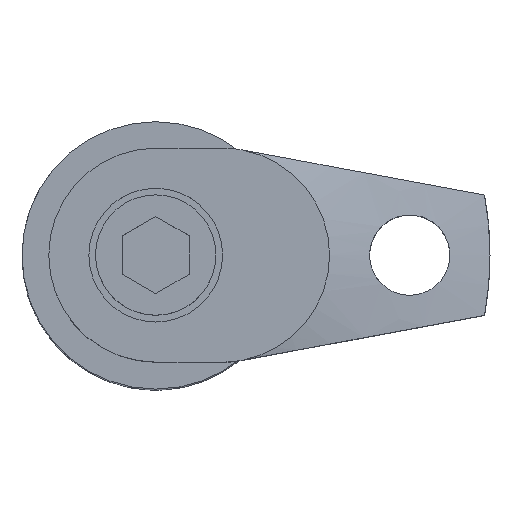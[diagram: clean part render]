
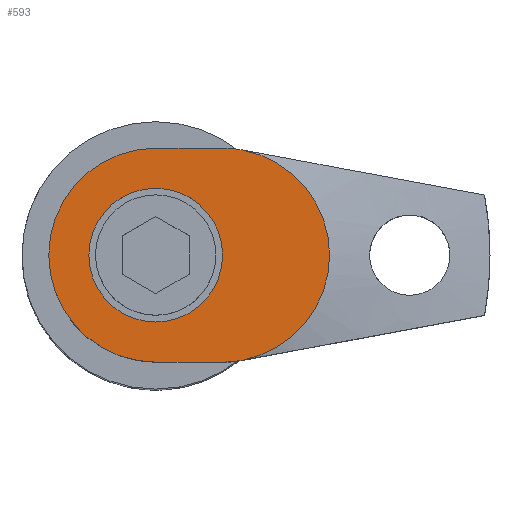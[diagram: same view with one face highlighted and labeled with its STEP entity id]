
A CAD part, top view. The second image highlights one B-rep face of the part: STEP entity #593.
In plain terms, the highlighted planar face has unit normal (0, 0, 1).
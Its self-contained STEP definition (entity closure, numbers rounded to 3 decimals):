
#4 = DIRECTION ( 'NONE',  ( -1., 0., 0. ) ) ;
#6 = DIRECTION ( 'NONE',  ( 1., 0., 0. ) ) ;
#29 = DIRECTION ( 'NONE',  ( 1., 0., 0. ) ) ;
#58 = CARTESIAN_POINT ( 'NONE',  ( 10., -16., 57. ) ) ;
#73 = DIRECTION ( 'NONE',  ( 1., 0., 0. ) ) ;
#85 = CARTESIAN_POINT ( 'NONE',  ( 0., -16., 57. ) ) ;
#102 = CIRCLE ( 'NONE', #1842, 10. ) ;
#167 = ORIENTED_EDGE ( 'NONE', *, *, #1661, .F. ) ;
#191 = VERTEX_POINT ( 'NONE', #1132 ) ;
#196 = PLANE ( 'NONE',  #957 ) ;
#198 = CARTESIAN_POINT ( 'NONE',  ( 10., 0., 57. ) ) ;
#282 = LINE ( 'NONE', #85, #511 ) ;
#338 = VERTEX_POINT ( 'NONE', #376 ) ;
#357 = DIRECTION ( 'NONE',  ( 0., 0., 1. ) ) ;
#376 = CARTESIAN_POINT ( 'NONE',  ( 12.92, -15.731, 57. ) ) ;
#389 = CIRCLE ( 'NONE', #874, 16. ) ;
#464 = AXIS2_PLACEMENT_3D ( 'NONE', #1042, #666, #1428 ) ;
#499 = DIRECTION ( 'NONE',  ( -1., 0., 0. ) ) ;
#510 = AXIS2_PLACEMENT_3D ( 'NONE', #1385, #1925, #803 ) ;
#511 = VECTOR ( 'NONE', #73, 1000. ) ;
#549 = ORIENTED_EDGE ( 'NONE', *, *, #2247, .T. ) ;
#593 = ADVANCED_FACE ( 'NONE', ( #2293, #1552 ), #196, .T. ) ;
#600 = DIRECTION ( 'NONE',  ( 1., 0., 0. ) ) ;
#626 = AXIS2_PLACEMENT_3D ( 'NONE', #2334, #1554, #6 ) ;
#629 = EDGE_CURVE ( 'NONE', #2168, #191, #1589, .T. ) ;
#666 = DIRECTION ( 'NONE',  ( 0., 0., 1. ) ) ;
#671 = CIRCLE ( 'NONE', #835, 16. ) ;
#675 = ORIENTED_EDGE ( 'NONE', *, *, #629, .F. ) ;
#698 = ORIENTED_EDGE ( 'NONE', *, *, #743, .F. ) ;
#708 = VECTOR ( 'NONE', #499, 1000. ) ;
#717 = CIRCLE ( 'NONE', #510, 16. ) ;
#743 = EDGE_CURVE ( 'NONE', #1915, #338, #389, .T. ) ;
#788 = VERTEX_POINT ( 'NONE', #1408 ) ;
#803 = DIRECTION ( 'NONE',  ( 1., 0., 0. ) ) ;
#835 = AXIS2_PLACEMENT_3D ( 'NONE', #198, #1964, #29 ) ;
#874 = AXIS2_PLACEMENT_3D ( 'NONE', #1152, #1360, #4 ) ;
#954 = CARTESIAN_POINT ( 'NONE',  ( 10., 16., 57. ) ) ;
#957 = AXIS2_PLACEMENT_3D ( 'NONE', #1186, #357, #1694 ) ;
#959 = AXIS2_PLACEMENT_3D ( 'NONE', #2504, #2349, #600 ) ;
#1007 = CARTESIAN_POINT ( 'NONE',  ( 0., 0., 57. ) ) ;
#1010 = EDGE_CURVE ( 'NONE', #2109, #2212, #1855, .T. ) ;
#1042 = CARTESIAN_POINT ( 'NONE',  ( 0., 0., 57. ) ) ;
#1132 = CARTESIAN_POINT ( 'NONE',  ( 10., 0., 57. ) ) ;
#1152 = CARTESIAN_POINT ( 'NONE',  ( 10., 0., 57. ) ) ;
#1161 = ORIENTED_EDGE ( 'NONE', *, *, #1817, .T. ) ;
#1186 = CARTESIAN_POINT ( 'NONE',  ( 0., 0., 57. ) ) ;
#1219 = CARTESIAN_POINT ( 'NONE',  ( 12.92, 15.731, 57. ) ) ;
#1222 = VERTEX_POINT ( 'NONE', #1512 ) ;
#1240 = CIRCLE ( 'NONE', #626, 16. ) ;
#1241 = CIRCLE ( 'NONE', #464, 16. ) ;
#1301 = ORIENTED_EDGE ( 'NONE', *, *, #2065, .T. ) ;
#1345 = CARTESIAN_POINT ( 'NONE',  ( -10., 0., 57. ) ) ;
#1360 = DIRECTION ( 'NONE',  ( 0., 0., -1. ) ) ;
#1384 = EDGE_LOOP ( 'NONE', ( #2203, #698, #1727, #1796, #1161, #1301, #549 ) ) ;
#1385 = CARTESIAN_POINT ( 'NONE',  ( 0., 0., 57. ) ) ;
#1408 = CARTESIAN_POINT ( 'NONE',  ( -16., 0., 57. ) ) ;
#1428 = DIRECTION ( 'NONE',  ( 1., 0., 0. ) ) ;
#1512 = CARTESIAN_POINT ( 'NONE',  ( 0., -16., 57. ) ) ;
#1552 = FACE_OUTER_BOUND ( 'NONE', #1384, .T. ) ;
#1554 = DIRECTION ( 'NONE',  ( 0., 0., 1. ) ) ;
#1589 = CIRCLE ( 'NONE', #959, 10. ) ;
#1601 = CARTESIAN_POINT ( 'NONE',  ( 0., 16., 57. ) ) ;
#1608 = EDGE_CURVE ( 'NONE', #2275, #338, #1240, .T. ) ;
#1661 = EDGE_CURVE ( 'NONE', #191, #2168, #102, .T. ) ;
#1694 = DIRECTION ( 'NONE',  ( 1., 0., 0. ) ) ;
#1727 = ORIENTED_EDGE ( 'NONE', *, *, #1778, .T. ) ;
#1778 = EDGE_CURVE ( 'NONE', #1915, #2109, #671, .T. ) ;
#1796 = ORIENTED_EDGE ( 'NONE', *, *, #1010, .T. ) ;
#1817 = EDGE_CURVE ( 'NONE', #2212, #788, #1241, .T. ) ;
#1842 = AXIS2_PLACEMENT_3D ( 'NONE', #1007, #1952, #2325 ) ;
#1855 = LINE ( 'NONE', #1866, #708 ) ;
#1866 = CARTESIAN_POINT ( 'NONE',  ( 10., 16., 57. ) ) ;
#1905 = EDGE_LOOP ( 'NONE', ( #167, #675 ) ) ;
#1915 = VERTEX_POINT ( 'NONE', #1219 ) ;
#1925 = DIRECTION ( 'NONE',  ( 0., 0., 1. ) ) ;
#1952 = DIRECTION ( 'NONE',  ( 0., 0., 1. ) ) ;
#1964 = DIRECTION ( 'NONE',  ( 0., 0., 1. ) ) ;
#2065 = EDGE_CURVE ( 'NONE', #788, #1222, #717, .T. ) ;
#2109 = VERTEX_POINT ( 'NONE', #954 ) ;
#2168 = VERTEX_POINT ( 'NONE', #1345 ) ;
#2203 = ORIENTED_EDGE ( 'NONE', *, *, #1608, .T. ) ;
#2212 = VERTEX_POINT ( 'NONE', #1601 ) ;
#2247 = EDGE_CURVE ( 'NONE', #1222, #2275, #282, .T. ) ;
#2275 = VERTEX_POINT ( 'NONE', #58 ) ;
#2293 = FACE_BOUND ( 'NONE', #1905, .T. ) ;
#2325 = DIRECTION ( 'NONE',  ( 1., 0., 0. ) ) ;
#2334 = CARTESIAN_POINT ( 'NONE',  ( 10., 0., 57. ) ) ;
#2349 = DIRECTION ( 'NONE',  ( 0., 0., 1. ) ) ;
#2504 = CARTESIAN_POINT ( 'NONE',  ( 0., 0., 57. ) ) ;
